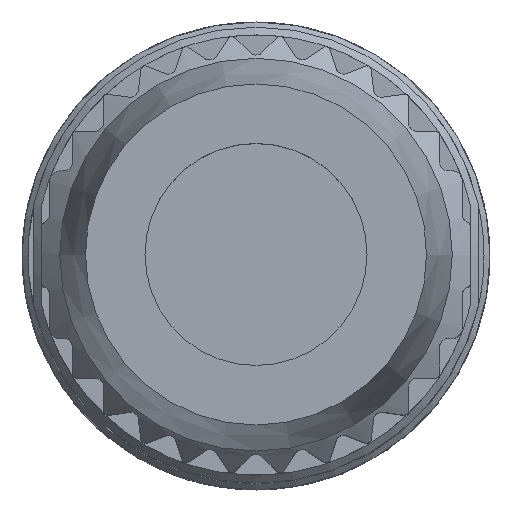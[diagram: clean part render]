
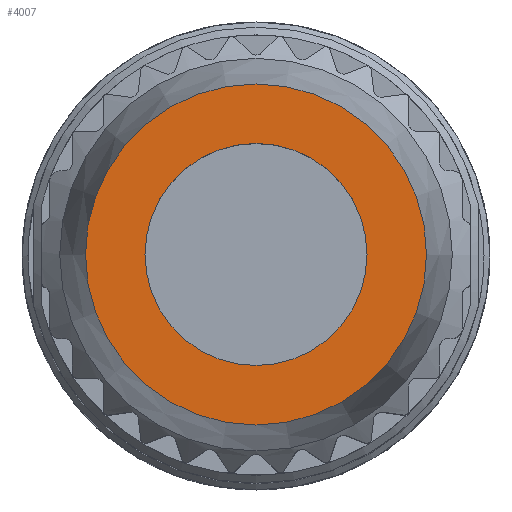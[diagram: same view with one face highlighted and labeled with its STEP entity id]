
A CAD part, top view. The second image highlights one B-rep face of the part: STEP entity #4007.
In plain terms, the highlighted planar face has unit normal (0, 0, 1).
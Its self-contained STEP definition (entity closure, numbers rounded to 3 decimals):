
#3901=FACE_BOUND('',#5361,.T.);
#3902=FACE_BOUND('',#5362,.T.);
#4007=ADVANCED_FACE('',(#3901,#3902),#4557,.T.);
#4557=PLANE('',#13403);
#5361=EDGE_LOOP('',(#7467));
#5362=EDGE_LOOP('',(#7468));
#7467=ORIENTED_EDGE('',*,*,#11103,.F.);
#7468=ORIENTED_EDGE('',*,*,#11104,.F.);
#10229=VERTEX_POINT('',#17078);
#10230=VERTEX_POINT('',#17080);
#11103=EDGE_CURVE('',#10229,#10229,#12430,.T.);
#11104=EDGE_CURVE('',#10230,#10230,#12431,.T.);
#12430=CIRCLE('',#13401,2.8);
#12431=CIRCLE('',#13402,4.3);
#13401=AXIS2_PLACEMENT_3D('',#17077,#14493,#14494);
#13402=AXIS2_PLACEMENT_3D('',#17079,#14495,#14496);
#13403=AXIS2_PLACEMENT_3D('',#17081,#14497,#14498);
#14493=DIRECTION('',(0.,0.,1.));
#14494=DIRECTION('',(1.,0.,0.));
#14495=DIRECTION('',(0.,0.,-1.));
#14496=DIRECTION('',(1.,0.,0.));
#14497=DIRECTION('',(0.,0.,1.));
#14498=DIRECTION('',(0.,-1.,0.));
#17077=CARTESIAN_POINT('',(101.422,-57.925,26.6));
#17078=CARTESIAN_POINT('',(104.222,-57.925,26.6));
#17079=CARTESIAN_POINT('',(101.422,-57.925,26.6));
#17080=CARTESIAN_POINT('',(105.722,-57.925,26.6));
#17081=CARTESIAN_POINT('',(96.692,-53.195,26.6));
